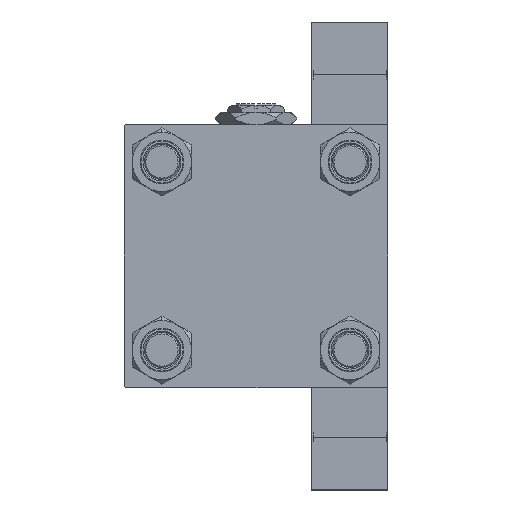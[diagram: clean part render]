
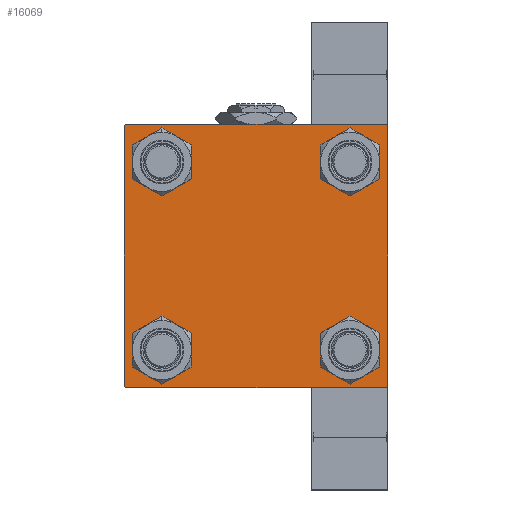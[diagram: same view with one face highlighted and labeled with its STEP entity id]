
A CAD part, left-side view. The second image highlights one B-rep face of the part: STEP entity #16069.
In plain terms, the highlighted planar face has unit normal (-1, 0, 0).
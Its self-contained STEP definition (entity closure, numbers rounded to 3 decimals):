
#49 = ORIENTED_EDGE ( 'NONE', *, *, #19542, .T. ) ;
#420 = LINE ( 'NONE', #47485, #24227 ) ;
#495 = VERTEX_POINT ( 'NONE', #6933 ) ;
#1317 = CIRCLE ( 'NONE', #29224, 6.5 ) ;
#2743 = DIRECTION ( 'NONE',  ( 0., 0., 1. ) ) ;
#3071 = AXIS2_PLACEMENT_3D ( 'NONE', #35627, #46678, #8097 ) ;
#3526 = CARTESIAN_POINT ( 'NONE',  ( 0., 44.75, 44.75 ) ) ;
#3598 = AXIS2_PLACEMENT_3D ( 'NONE', #20090, #47106, #11858 ) ;
#3837 = LINE ( 'NONE', #34469, #13870 ) ;
#3925 = CIRCLE ( 'NONE', #29398, 6.5 ) ;
#4357 = CARTESIAN_POINT ( 'NONE',  ( 0., 44.5, 45. ) ) ;
#4654 = ORIENTED_EDGE ( 'NONE', *, *, #25101, .T. ) ;
#4689 = AXIS2_PLACEMENT_3D ( 'NONE', #31358, #27498, #30598 ) ;
#5255 = EDGE_CURVE ( 'NONE', #20386, #45301, #45610, .T. ) ;
#6195 = EDGE_CURVE ( 'NONE', #10870, #45301, #14052, .T. ) ;
#6272 = CARTESIAN_POINT ( 'NONE',  ( 0., -44.75, 44.75 ) ) ;
#6340 = DIRECTION ( 'NONE',  ( 1., 0., 0. ) ) ;
#6632 = DIRECTION ( 'NONE',  ( -1., 0., 0. ) ) ;
#6933 = CARTESIAN_POINT ( 'NONE',  ( 0., -32.15, -38.65 ) ) ;
#7820 = EDGE_CURVE ( 'NONE', #31629, #19414, #38700, .T. ) ;
#7961 = CIRCLE ( 'NONE', #4689, 6.5 ) ;
#8097 = DIRECTION ( 'NONE',  ( 0., 0., 1. ) ) ;
#8300 = ORIENTED_EDGE ( 'NONE', *, *, #7820, .T. ) ;
#8876 = CARTESIAN_POINT ( 'NONE',  ( 0., 32.15, -25.65 ) ) ;
#9351 = VERTEX_POINT ( 'NONE', #18190 ) ;
#9642 = CARTESIAN_POINT ( 'NONE',  ( 0., -44.5, 45. ) ) ;
#10069 = EDGE_CURVE ( 'NONE', #495, #34058, #7961, .T. ) ;
#10075 = ORIENTED_EDGE ( 'NONE', *, *, #15232, .T. ) ;
#10477 = FACE_BOUND ( 'NONE', #24993, .T. ) ;
#10714 = DIRECTION ( 'NONE',  ( 1., 0., 0. ) ) ;
#10870 = VERTEX_POINT ( 'NONE', #4357 ) ;
#10929 = VECTOR ( 'NONE', #38042, 1000. ) ;
#10997 = CARTESIAN_POINT ( 'NONE',  ( 0., 0., 0. ) ) ;
#11858 = DIRECTION ( 'NONE',  ( 0., 0., 1. ) ) ;
#11925 = AXIS2_PLACEMENT_3D ( 'NONE', #10997, #6632, #37507 ) ;
#13571 = DIRECTION ( 'NONE',  ( 0., 0., 1. ) ) ;
#13728 = EDGE_CURVE ( 'NONE', #19414, #31629, #48796, .T. ) ;
#13817 = VERTEX_POINT ( 'NONE', #24445 ) ;
#13842 = VERTEX_POINT ( 'NONE', #16983 ) ;
#13870 = VECTOR ( 'NONE', #31111, 1000. ) ;
#14052 = LINE ( 'NONE', #29988, #22207 ) ;
#14095 = CARTESIAN_POINT ( 'NONE',  ( 0., 32.15, 38.65 ) ) ;
#14861 = FACE_OUTER_BOUND ( 'NONE', #42212, .T. ) ;
#14991 = EDGE_LOOP ( 'NONE', ( #31176, #22473 ) ) ;
#15120 = EDGE_CURVE ( 'NONE', #10870, #40529, #26920, .T. ) ;
#15232 = EDGE_CURVE ( 'NONE', #47948, #9351, #420, .T. ) ;
#15305 = VERTEX_POINT ( 'NONE', #28960 ) ;
#15878 = ORIENTED_EDGE ( 'NONE', *, *, #5255, .T. ) ;
#15913 = LINE ( 'NONE', #31839, #29515 ) ;
#16069 = ADVANCED_FACE ( 'NONE', ( #45710, #25677, #10477, #41866, #14861 ), #46229, .T. ) ;
#16453 = CIRCLE ( 'NONE', #47693, 6.5 ) ;
#16515 = CIRCLE ( 'NONE', #35394, 6.5 ) ;
#16684 = ORIENTED_EDGE ( 'NONE', *, *, #47621, .T. ) ;
#16870 = VERTEX_POINT ( 'NONE', #39347 ) ;
#16907 = ORIENTED_EDGE ( 'NONE', *, *, #28193, .T. ) ;
#16983 = CARTESIAN_POINT ( 'NONE',  ( 0., 32.15, -38.65 ) ) ;
#17336 = DIRECTION ( 'NONE',  ( 1., 0., 0. ) ) ;
#18050 = VECTOR ( 'NONE', #21966, 1000. ) ;
#18190 = CARTESIAN_POINT ( 'NONE',  ( 0., -44.5, -45. ) ) ;
#18736 = LINE ( 'NONE', #26449, #10929 ) ;
#19414 = VERTEX_POINT ( 'NONE', #14095 ) ;
#19483 = LINE ( 'NONE', #31056, #47251 ) ;
#19542 = EDGE_CURVE ( 'NONE', #9351, #16870, #19483, .T. ) ;
#20090 = CARTESIAN_POINT ( 'NONE',  ( 0., 32.15, 32.15 ) ) ;
#20386 = VERTEX_POINT ( 'NONE', #48488 ) ;
#21394 = EDGE_CURVE ( 'NONE', #34058, #495, #1317, .T. ) ;
#21966 = DIRECTION ( 'NONE',  ( 0., 0.707, 0.707 ) ) ;
#22165 = CARTESIAN_POINT ( 'NONE',  ( 0., 32.15, 32.15 ) ) ;
#22207 = VECTOR ( 'NONE', #25885, 1000. ) ;
#22303 = CARTESIAN_POINT ( 'NONE',  ( 0., -32.15, 32.15 ) ) ;
#22473 = ORIENTED_EDGE ( 'NONE', *, *, #10069, .T. ) ;
#22508 = CARTESIAN_POINT ( 'NONE',  ( 0., -32.15, -25.65 ) ) ;
#23335 = DIRECTION ( 'NONE',  ( 0., 0.707, -0.707 ) ) ;
#24227 = VECTOR ( 'NONE', #31804, 1000. ) ;
#24445 = CARTESIAN_POINT ( 'NONE',  ( 0., -32.15, 38.65 ) ) ;
#24629 = DIRECTION ( 'NONE',  ( 0., -0.707, -0.707 ) ) ;
#24727 = AXIS2_PLACEMENT_3D ( 'NONE', #22165, #48919, #44807 ) ;
#24993 = EDGE_LOOP ( 'NONE', ( #4654, #33739 ) ) ;
#25101 = EDGE_CURVE ( 'NONE', #29446, #13842, #27710, .T. ) ;
#25154 = CARTESIAN_POINT ( 'NONE',  ( 0., -32.15, -32.15 ) ) ;
#25280 = EDGE_CURVE ( 'NONE', #13842, #29446, #3925, .T. ) ;
#25428 = VERTEX_POINT ( 'NONE', #37647 ) ;
#25677 = FACE_BOUND ( 'NONE', #14991, .T. ) ;
#25885 = DIRECTION ( 'NONE',  ( 0., -1., 0. ) ) ;
#26449 = CARTESIAN_POINT ( 'NONE',  ( 0., -45., 45. ) ) ;
#26920 = LINE ( 'NONE', #3526, #39845 ) ;
#27129 = ORIENTED_EDGE ( 'NONE', *, *, #44973, .T. ) ;
#27211 = ORIENTED_EDGE ( 'NONE', *, *, #6195, .F. ) ;
#27498 = DIRECTION ( 'NONE',  ( 1., 0., 0. ) ) ;
#27710 = CIRCLE ( 'NONE', #3071, 6.5 ) ;
#28193 = EDGE_CURVE ( 'NONE', #40529, #25428, #3837, .T. ) ;
#28960 = CARTESIAN_POINT ( 'NONE',  ( 0., -32.15, 25.65 ) ) ;
#29224 = AXIS2_PLACEMENT_3D ( 'NONE', #25154, #40855, #13571 ) ;
#29398 = AXIS2_PLACEMENT_3D ( 'NONE', #40756, #17336, #33032 ) ;
#29446 = VERTEX_POINT ( 'NONE', #8876 ) ;
#29515 = VECTOR ( 'NONE', #24629, 1000. ) ;
#29872 = CARTESIAN_POINT ( 'NONE',  ( 0., 44.5, -45. ) ) ;
#29988 = CARTESIAN_POINT ( 'NONE',  ( 0., 45., 45. ) ) ;
#30598 = DIRECTION ( 'NONE',  ( 0., 0., 1. ) ) ;
#31012 = CARTESIAN_POINT ( 'NONE',  ( 0., -32.15, 32.15 ) ) ;
#31045 = ORIENTED_EDGE ( 'NONE', *, *, #43921, .F. ) ;
#31056 = CARTESIAN_POINT ( 'NONE',  ( 0., -44.75, -44.75 ) ) ;
#31111 = DIRECTION ( 'NONE',  ( 0., 0., -1. ) ) ;
#31176 = ORIENTED_EDGE ( 'NONE', *, *, #21394, .T. ) ;
#31308 = DIRECTION ( 'NONE',  ( 0., -0.707, 0.707 ) ) ;
#31358 = CARTESIAN_POINT ( 'NONE',  ( 0., -32.15, -32.15 ) ) ;
#31629 = VERTEX_POINT ( 'NONE', #37523 ) ;
#31804 = DIRECTION ( 'NONE',  ( 0., -1., 0. ) ) ;
#31839 = CARTESIAN_POINT ( 'NONE',  ( 0., 44.75, -44.75 ) ) ;
#32799 = ORIENTED_EDGE ( 'NONE', *, *, #36092, .T. ) ;
#33032 = DIRECTION ( 'NONE',  ( 0., 0., 1. ) ) ;
#33739 = ORIENTED_EDGE ( 'NONE', *, *, #25280, .T. ) ;
#34058 = VERTEX_POINT ( 'NONE', #22508 ) ;
#34469 = CARTESIAN_POINT ( 'NONE',  ( 0., 45., 45. ) ) ;
#35251 = EDGE_LOOP ( 'NONE', ( #32799, #16684 ) ) ;
#35394 = AXIS2_PLACEMENT_3D ( 'NONE', #22303, #10714, #2743 ) ;
#35627 = CARTESIAN_POINT ( 'NONE',  ( 0., 32.15, -32.15 ) ) ;
#36092 = EDGE_CURVE ( 'NONE', #13817, #15305, #16515, .T. ) ;
#37507 = DIRECTION ( 'NONE',  ( 0., 0., 1. ) ) ;
#37523 = CARTESIAN_POINT ( 'NONE',  ( 0., 32.15, 25.65 ) ) ;
#37647 = CARTESIAN_POINT ( 'NONE',  ( 0., 45., -44.5 ) ) ;
#37723 = DIRECTION ( 'NONE',  ( 0., 0., 1. ) ) ;
#37782 = CARTESIAN_POINT ( 'NONE',  ( 0., 45., 44.5 ) ) ;
#38017 = ORIENTED_EDGE ( 'NONE', *, *, #15120, .T. ) ;
#38042 = DIRECTION ( 'NONE',  ( 0., 0., -1. ) ) ;
#38700 = CIRCLE ( 'NONE', #24727, 6.5 ) ;
#39347 = CARTESIAN_POINT ( 'NONE',  ( 0., -45., -44.5 ) ) ;
#39845 = VECTOR ( 'NONE', #23335, 1000. ) ;
#40529 = VERTEX_POINT ( 'NONE', #37782 ) ;
#40756 = CARTESIAN_POINT ( 'NONE',  ( 0., 32.15, -32.15 ) ) ;
#40855 = DIRECTION ( 'NONE',  ( 1., 0., 0. ) ) ;
#41520 = EDGE_LOOP ( 'NONE', ( #44605, #8300 ) ) ;
#41866 = FACE_BOUND ( 'NONE', #41520, .T. ) ;
#42212 = EDGE_LOOP ( 'NONE', ( #16907, #27129, #10075, #49, #31045, #15878, #27211, #38017 ) ) ;
#43921 = EDGE_CURVE ( 'NONE', #20386, #16870, #18736, .T. ) ;
#44605 = ORIENTED_EDGE ( 'NONE', *, *, #13728, .T. ) ;
#44807 = DIRECTION ( 'NONE',  ( 0., 0., 1. ) ) ;
#44973 = EDGE_CURVE ( 'NONE', #25428, #47948, #15913, .T. ) ;
#45301 = VERTEX_POINT ( 'NONE', #9642 ) ;
#45610 = LINE ( 'NONE', #6272, #18050 ) ;
#45710 = FACE_BOUND ( 'NONE', #35251, .T. ) ;
#46229 = PLANE ( 'NONE',  #11925 ) ;
#46678 = DIRECTION ( 'NONE',  ( 1., 0., 0. ) ) ;
#47106 = DIRECTION ( 'NONE',  ( 1., 0., 0. ) ) ;
#47251 = VECTOR ( 'NONE', #31308, 1000. ) ;
#47485 = CARTESIAN_POINT ( 'NONE',  ( 0., 45., -45. ) ) ;
#47621 = EDGE_CURVE ( 'NONE', #15305, #13817, #16453, .T. ) ;
#47693 = AXIS2_PLACEMENT_3D ( 'NONE', #31012, #6340, #37723 ) ;
#47948 = VERTEX_POINT ( 'NONE', #29872 ) ;
#48488 = CARTESIAN_POINT ( 'NONE',  ( 0., -45., 44.5 ) ) ;
#48796 = CIRCLE ( 'NONE', #3598, 6.5 ) ;
#48919 = DIRECTION ( 'NONE',  ( 1., 0., 0. ) ) ;
